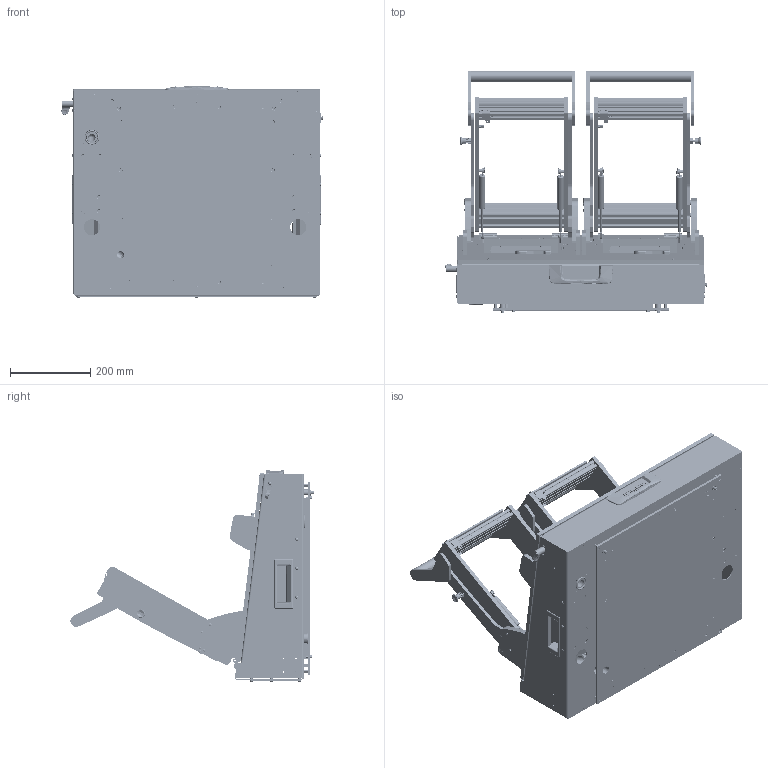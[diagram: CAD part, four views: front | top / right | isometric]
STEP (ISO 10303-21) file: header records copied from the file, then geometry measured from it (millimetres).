
FILE_DESCRIPTION (( 'STEP AP214' ), '1' );
FILE_NAME ('INGUN_33380_open.STEP', '2021-03-02T14:06:45', ( '' ), ( '' ), 'SwSTEP 2.0', 'SolidWorks 2018', '' );
FILE_SCHEMA (( 'AUTOMOTIVE_DESIGN' ));
Length unit declared in the file: millimetre
Products named in the file (139): 2281~0_180ø<Standard>; 35334~0_S; DIN7991~n_M03,0x016 VA; DIN7991~n_M05,0x016; ISO7380~n_M04,0x012; 31109~0; 35649~1_S; 35717~0_S; 35662~11_S; 47523~0_S; 29805~4_geschlossen<S>; ISO7380~n_M05,0x020; 17965~2_KUNDE<Standard>; ASR~-a-s-r_拱04,2x07x拌8; DIN985-A2~n_M05,0; 39893~3_KUNDE<S>; DIN7~n_04,0m6x004; 30984~0_S; 109128~0_offen <S>; DIN934~n_M03,0; 30112~0; K_02037~0; 30955~0_S; 33379~1_KUNDE<S>; 109948~0_KUNDE<S>; INGUN_33380_open; 20902~0; 13052_3~0_S; DIN7991~n_M05,0x020; 55713~1_KUNDE<S>; 21332~0_Abstand 148<Standard>; DIN934~n_M04,0; 19420~3; 35150~0_S; DIN125~n_04,3 M04,0; 13052_1~0_S; 110231~1_S; 109779~0_offen<S>; 110322~4_S; 11240~0 ...
Assembly tree (421 placements, depth 5):
  INGUN_33380_open
    33379~1_KUNDE<S>
      33434~6
      17969~1_KUNDE<S>
        17965~2_KUNDE<Standard>
        17966~1_S
        17967~1_S
        17968~0_S  x2
        11657~0
        17999~0  x4
        2196~6  x2
        17459~0_S  x2
        15542~0_S  x2
        DIN7991~n_M04,0x012  x15
        DIN7~n_04,0m6x004  x2
        2229~6  x2
      21332~0_Abstand 148<Standard>  x2
        21332_02~0
        21332_01~0
      53032~0_S
      32171~0_S
      30758~0_S  x2
        30758_01~0_S
        30758_02~0_S
      31555~4_S
      13052~0_S
        13052_1~0_S
        13052_2~0_S
        13052_3~0_S
        ISO7380~n_M03,0x010
        DIN125~n_03,2 M03,0
        DIN934~n_M03,0
      33435~2_S
      18061~0_S  x4
        SKB-II~-s-k-i-i_M4,0x10 St
        DIN125~n_04,3 M04,0
        11240~0
        20949~0
        DIN7991~n_M04,0x012
      11657~0
      11655~0
      19420~3
      8236~2_S
      14042~0_S
      20902~0  x2
      38243~0_S
      32462~0_S  x2
      38244~1_S
      29805~4_geschlossen<S>
        110322~4_S
        110705~1_S
        30984~0_S
        110231~1_S
        110443~0_S
        30112~0
        ISO7380~n_M05,0x030
        ISO7380~n_M04,0x008  x2
        DIN914~n_M04,0x05
      35334~0_S
      ISO7380~n_M04,0x012  x4
Bounding box: 650.7 x 605.54 x 528.02 mm (x, y, z)
Volume: 9229665.2 mm3; surface area: 4228337 mm2
Topology: 487 solids, 487 shells, 12231 faces, 30665 edges, 19584 vertices
Faces by surface type: cylinder 5396, plane 4143, cone 1790, bspline 414, torus 324, sphere 164
Entity records: 177898 total; most frequent: CARTESIAN_POINT 46727, DIRECTION 25455, ORIENTED_EDGE 23372, EDGE_CURVE 11686, AXIS2_PLACEMENT_3D 9732, VERTEX_POINT 7551, VECTOR 5991, LINE 5991
